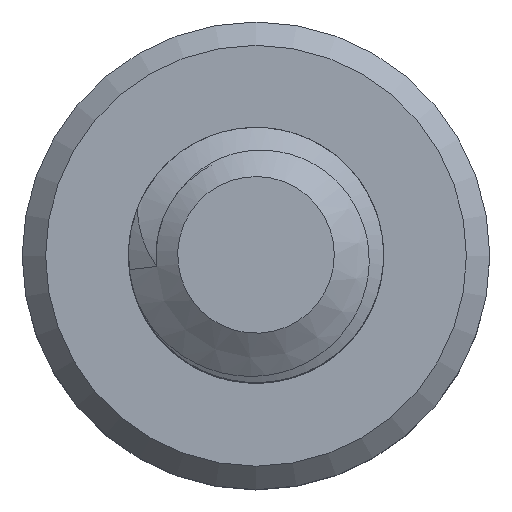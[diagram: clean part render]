
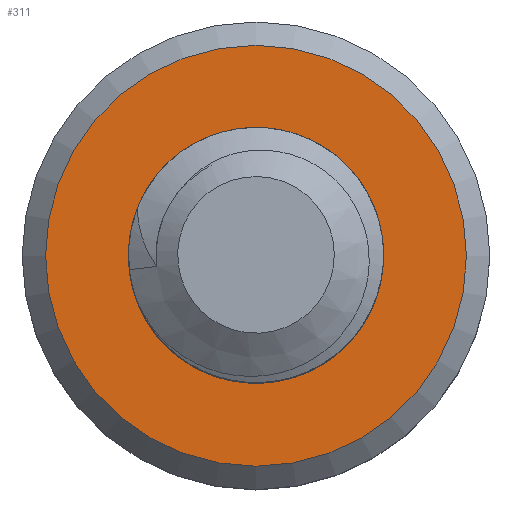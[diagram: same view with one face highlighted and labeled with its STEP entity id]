
A CAD part, top view. The second image highlights one B-rep face of the part: STEP entity #311.
In plain terms, the highlighted planar face has unit normal (0, 0, 1).
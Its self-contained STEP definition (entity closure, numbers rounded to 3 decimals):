
#41=PLANE('',#368);
#62=FACE_BOUND('',#113,.T.);
#83=FACE_OUTER_BOUND('',#112,.T.);
#112=EDGE_LOOP('',(#252));
#113=EDGE_LOOP('',(#253,#254,#255,#256));
#126=CIRCLE('',#345,1.5);
#129=CIRCLE('',#349,1.175);
#130=CIRCLE('',#351,2.475);
#147=B_SPLINE_CURVE_WITH_KNOTS('',3,(#2408,#2409,#2410,#2411,#2412,#2413,
#2414,#2415,#2416,#2417,#2418,#2419,#2420,#2421,#2422,#2423),
 .UNSPECIFIED.,.F.,.F.,(4,2,2,2,2,2,2,4),(0.,0.043,0.085,
0.13,0.166,0.194,0.221,
0.268),.UNSPECIFIED.);
#148=B_SPLINE_CURVE_WITH_KNOTS('',3,(#2786,#2787,#2788,#2789,#2790,#2791,
#2792,#2793,#2794,#2795,#2796,#2797,#2798,#2799,#2800,#2801),
 .UNSPECIFIED.,.F.,.F.,(4,2,2,2,2,2,2,4),(0.,0.043,0.082,
0.135,0.181,0.218,0.25,
0.283),.UNSPECIFIED.);
#150=VERTEX_POINT('',#472);
#151=VERTEX_POINT('',#839);
#154=VERTEX_POINT('',#1211);
#156=VERTEX_POINT('',#1594);
#157=VERTEX_POINT('',#1975);
#175=EDGE_CURVE('',#150,#151,#126,.T.);
#181=EDGE_CURVE('',#154,#156,#129,.T.);
#182=EDGE_CURVE('',#157,#157,#130,.T.);
#191=EDGE_CURVE('',#156,#151,#147,.T.);
#192=EDGE_CURVE('',#150,#154,#148,.T.);
#252=ORIENTED_EDGE('',*,*,#182,.T.);
#253=ORIENTED_EDGE('',*,*,#175,.F.);
#254=ORIENTED_EDGE('',*,*,#192,.T.);
#255=ORIENTED_EDGE('',*,*,#181,.T.);
#256=ORIENTED_EDGE('',*,*,#191,.T.);
#311=ADVANCED_FACE('',(#83,#62),#41,.F.);
#345=AXIS2_PLACEMENT_3D('',#840,#385,#386);
#349=AXIS2_PLACEMENT_3D('',#1973,#393,#394);
#351=AXIS2_PLACEMENT_3D('',#1976,#397,#398);
#368=AXIS2_PLACEMENT_3D('',#2813,#431,#432);
#385=DIRECTION('center_axis',(0.,0.,1.));
#386=DIRECTION('ref_axis',(1.,0.,0.));
#393=DIRECTION('center_axis',(0.,0.,-1.));
#394=DIRECTION('ref_axis',(1.,0.,0.));
#397=DIRECTION('center_axis',(0.,0.,1.));
#398=DIRECTION('ref_axis',(-1.,0.,0.));
#431=DIRECTION('center_axis',(0.,0.,-1.));
#432=DIRECTION('ref_axis',(-1.,0.,0.));
#472=CARTESIAN_POINT('',(0.,1.5,-6.));
#839=CARTESIAN_POINT('',(-1.051,1.07,-6.));
#840=CARTESIAN_POINT('Origin',(0.,0.,-6.));
#1211=CARTESIAN_POINT('',(0.823,-0.839,-6.));
#1594=CARTESIAN_POINT('',(0.,-1.175,-6.));
#1973=CARTESIAN_POINT('Origin',(0.,0.,-6.));
#1975=CARTESIAN_POINT('',(2.475,0.,-6.));
#1976=CARTESIAN_POINT('Origin',(0.,0.,-6.));
#2408=CARTESIAN_POINT('Ctrl Pts',(0.,-1.175,
-6.));
#2409=CARTESIAN_POINT('Ctrl Pts',(-0.143,-1.19,
-6.));
#2410=CARTESIAN_POINT('Ctrl Pts',(-0.288,-1.181,-6.));
#2411=CARTESIAN_POINT('Ctrl Pts',(-0.564,-1.113,-6.));
#2412=CARTESIAN_POINT('Ctrl Pts',(-0.694,-1.056,
-6.));
#2413=CARTESIAN_POINT('Ctrl Pts',(-0.936,-0.898,
-6.));
#2414=CARTESIAN_POINT('Ctrl Pts',(-1.044,-0.794,
-6.));
#2415=CARTESIAN_POINT('Ctrl Pts',(-1.203,-0.578,
-6.));
#2416=CARTESIAN_POINT('Ctrl Pts',(-1.304,-0.413,
-6.));
#2417=CARTESIAN_POINT('Ctrl Pts',(-1.403,-0.005,
-6.));
#2418=CARTESIAN_POINT('Ctrl Pts',(-1.411,0.18,-6.));
#2419=CARTESIAN_POINT('Ctrl Pts',(-1.354,0.536,-6.));
#2420=CARTESIAN_POINT('Ctrl Pts',(-1.299,0.666,-6.));
#2421=CARTESIAN_POINT('Ctrl Pts',(-1.21,0.855,-6.));
#2422=CARTESIAN_POINT('Ctrl Pts',(-1.137,0.968,-6.));
#2423=CARTESIAN_POINT('Ctrl Pts',(-1.051,1.07,-6.));
#2786=CARTESIAN_POINT('Ctrl Pts',(0.,1.5,
-6.));
#2787=CARTESIAN_POINT('Ctrl Pts',(0.142,1.488,-6.));
#2788=CARTESIAN_POINT('Ctrl Pts',(0.282,1.455,-6.));
#2789=CARTESIAN_POINT('Ctrl Pts',(0.534,1.353,-6.));
#2790=CARTESIAN_POINT('Ctrl Pts',(0.648,1.289,-6.));
#2791=CARTESIAN_POINT('Ctrl Pts',(0.892,1.101,-6.));
#2792=CARTESIAN_POINT('Ctrl Pts',(1.011,0.966,-6.));
#2793=CARTESIAN_POINT('Ctrl Pts',(1.181,0.682,-6.));
#2794=CARTESIAN_POINT('Ctrl Pts',(1.251,0.519,-6.));
#2795=CARTESIAN_POINT('Ctrl Pts',(1.301,0.166,-6.));
#2796=CARTESIAN_POINT('Ctrl Pts',(1.294,0.005,
-6.));
#2797=CARTESIAN_POINT('Ctrl Pts',(1.226,-0.284,-6.));
#2798=CARTESIAN_POINT('Ctrl Pts',(1.173,-0.413,-6.));
#2799=CARTESIAN_POINT('Ctrl Pts',(1.026,-0.649,-6.));
#2800=CARTESIAN_POINT('Ctrl Pts',(0.934,-0.753,
-6.));
#2801=CARTESIAN_POINT('Ctrl Pts',(0.823,-0.839,-6.));
#2813=CARTESIAN_POINT('Origin',(0.,0.,-6.));
